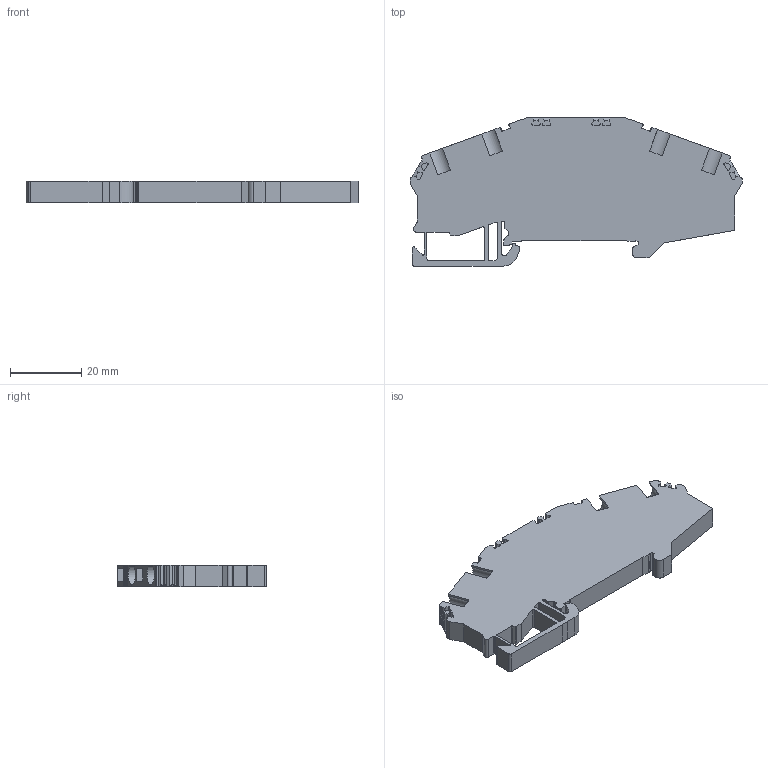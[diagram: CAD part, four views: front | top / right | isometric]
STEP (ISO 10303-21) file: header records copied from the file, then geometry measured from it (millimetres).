
FILE_DESCRIPTION(/* description */ (''),/* implementation_level */ '2;1');
FILE_NAME(/* name */ '3518_ZRK4_2x2A__iso.stp',/* time_stamp */ '2011-08-03T07:12:45+02:00',/* author */ (''),/* organization */ (''),/* preprocessor_version */ 'ST-DEVELOPER v11',/* originating_system */ 'SIEMENS UGS NX 6.0',/* authorisation */ '');
FILE_SCHEMA (('CONFIG_CONTROL_DESIGN'));
Length unit declared in the file: millimetre
Products named in the file (1): 3518_ZRK4_2x2A__iso
Bounding box: 93 x 41.5 x 6.1 mm (x, y, z)
Volume: 15424.4 mm3; surface area: 8912.7 mm2
Topology: 1 solids, 5 shells, 414 faces, 1178 edges, 780 vertices
Faces by surface type: plane 272, cylinder 138, torus 4
Full cylindrical faces by diameter (mm): 2.4 x2
Entity records: 14289 total; most frequent: CARTESIAN_POINT 3228, ORIENTED_EDGE 2352, DIRECTION 2243, EDGE_CURVE 1176, LINE 857, VECTOR 857, VERTEX_POINT 782, AXIS2_PLACEMENT_3D 693
